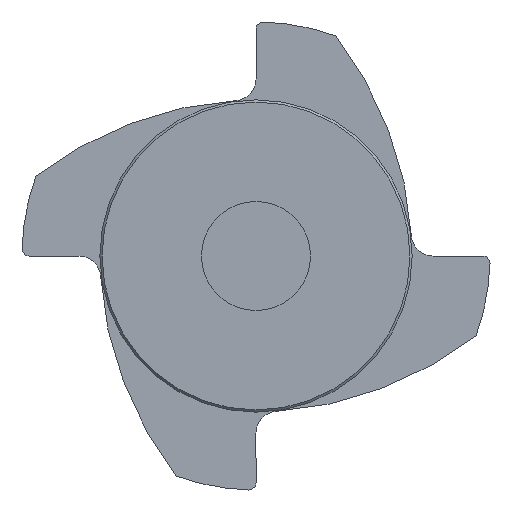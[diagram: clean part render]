
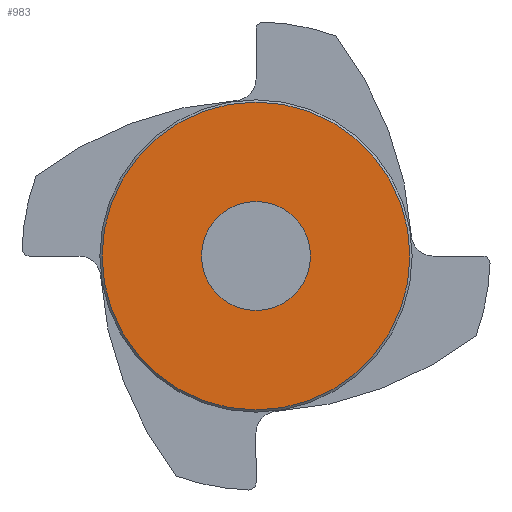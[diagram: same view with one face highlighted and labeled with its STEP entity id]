
A CAD part, front view. The second image highlights one B-rep face of the part: STEP entity #983.
In plain terms, the highlighted planar face has unit normal (0, -1, 0).
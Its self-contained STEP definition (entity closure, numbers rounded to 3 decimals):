
#506=CARTESIAN_POINT('',(7.5,0.,0.));
#507=VERTEX_POINT('',#506);
#508=CARTESIAN_POINT('',(0.0,0.,0.));
#509=DIRECTION('',(0.0,1.0,0.0));
#510=DIRECTION('',(-1.0,0.0,0.0));
#511=AXIS2_PLACEMENT_3D('',#508,#509,#510);
#512=CIRCLE('',#511,7.5);
#513=EDGE_CURVE('',#507,#507,#512,.T.);
#929=CARTESIAN_POINT('',(0.,0.,21.2));
#930=VERTEX_POINT('',#929);
#931=CARTESIAN_POINT('',(0.0,0.,0.));
#932=DIRECTION('',(0.0,1.0,0.0));
#933=DIRECTION('',(0.0,0.0,-1.0));
#934=AXIS2_PLACEMENT_3D('',#931,#932,#933);
#935=CIRCLE('',#934,21.2);
#936=EDGE_CURVE('',#930,#930,#935,.T.);
#972=CARTESIAN_POINT('',(0.0,0.0,10.75));
#973=DIRECTION('',(0.0,-1.0,0.0));
#974=DIRECTION('',(0.0,0.0,-1.0));
#975=AXIS2_PLACEMENT_3D('',#972,#973,#974);
#976=PLANE('',#975);
#977=ORIENTED_EDGE('',*,*,#936,.F.);
#978=EDGE_LOOP('',(#977));
#979=FACE_OUTER_BOUND('',#978,.T.);
#980=ORIENTED_EDGE('',*,*,#513,.T.);
#981=EDGE_LOOP('',(#980));
#982=FACE_BOUND('',#981,.T.);
#983=ADVANCED_FACE('',(#979,#982),#976,.T.);
